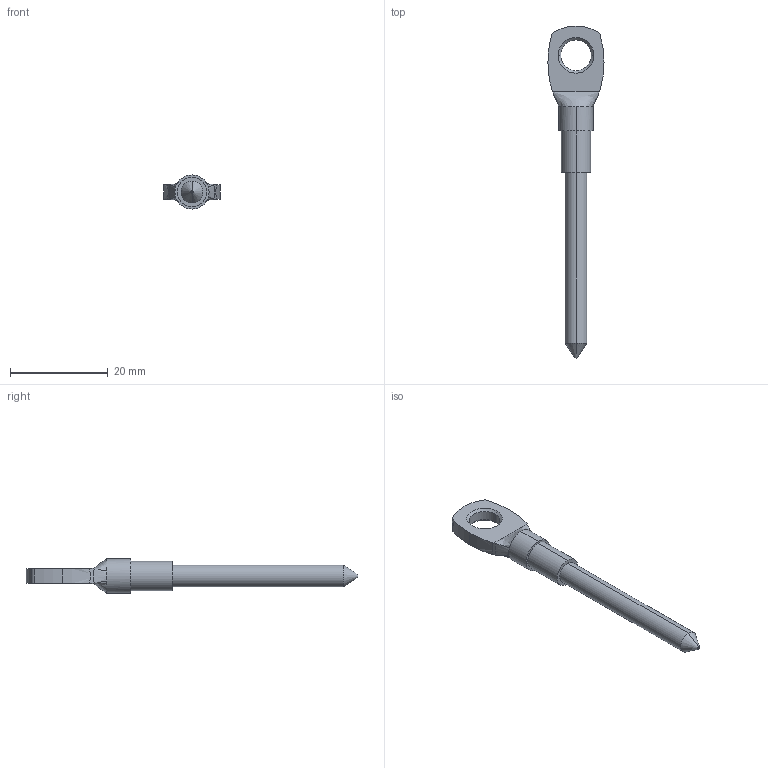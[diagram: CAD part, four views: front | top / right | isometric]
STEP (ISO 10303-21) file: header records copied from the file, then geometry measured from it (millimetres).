
FILE_DESCRIPTION (( 'STEP AP203' ), '1' );
FILE_NAME ('100055006.step', '2018-11-27T13:08:57', ( '' ), ( '' ), 'SwSTEP 2.0', 'SolidWorks 2015', '' );
FILE_SCHEMA (( 'CONFIG_CONTROL_DESIGN' ));
Length unit declared in the file: millimetre
Products named in the file (1): 100055006
Bounding box: 11.5 x 68 x 7 mm (x, y, z)
Volume: 1432.9 mm3; surface area: 1264.5 mm2
Topology: 1 solids, 1 shells, 259 faces, 683 edges, 446 vertices
Faces by surface type: bspline 124, plane 80, cylinder 49, cone 6
Entity records: 14501 total; most frequent: CARTESIAN_POINT 8858, ORIENTED_EDGE 1366, DIRECTION 783, EDGE_CURVE 683, VERTEX_POINT 446, LINE 299, VECTOR 299, EDGE_LOOP 281
